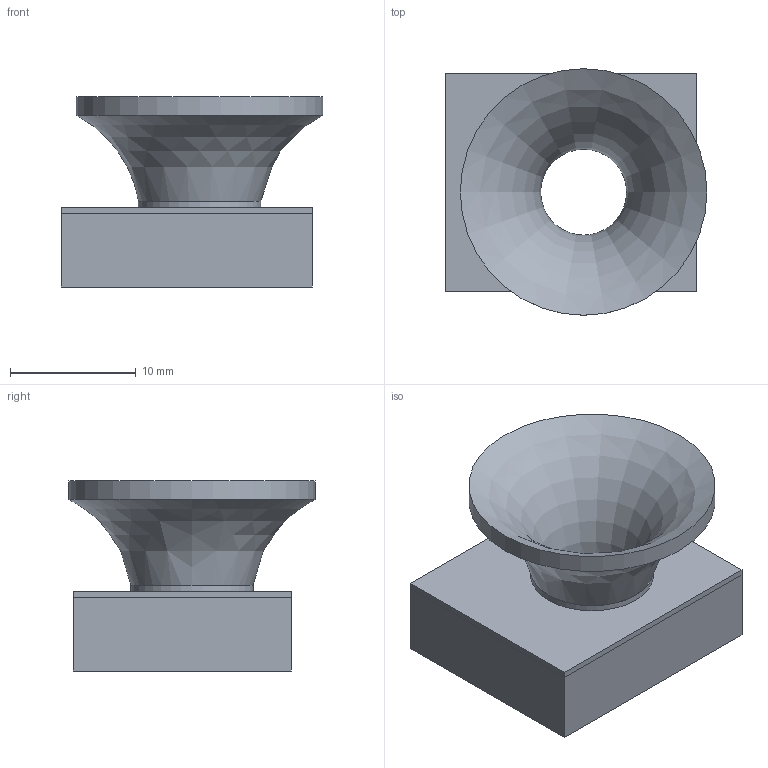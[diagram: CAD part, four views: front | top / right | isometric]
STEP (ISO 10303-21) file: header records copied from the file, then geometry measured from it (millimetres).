
FILE_DESCRIPTION(('FreeCAD Model'),'2;1');
FILE_NAME('Open CASCADE Shape Model','2022-07-20T13:59:14',('Author'),( ''),'Open CASCADE STEP processor 7.5','FreeCAD','Unknown');
FILE_SCHEMA(('AUTOMOTIVE_DESIGN { 1 0 10303 214 1 1 1 1 }'));
Length unit declared in the file: millimetre
Products named in the file (1): comp_struct_mold
Bounding box: 20.82 x 19.61 x 15.11 mm (x, y, z)
Volume: 1170.1 mm3; surface area: 2346.1 mm2
Topology: 1 solids, 1 shells, 35 faces, 76 edges, 42 vertices
Faces by surface type: plane 17, cylinder 12, sphere 4, revolution 2
Full cylindrical faces by diameter (mm): 6.825 x1, 7.8 x1, 9.75 x1, 19.609 x1
Entity records: 1820 total; most frequent: CARTESIAN_POINT 383, DIRECTION 246, ORIENTED_EDGE 144, PCURVE 144, DEFINITIONAL_REPRESENTATION 144, LINE 108, VECTOR 108, EDGE_CURVE 72
